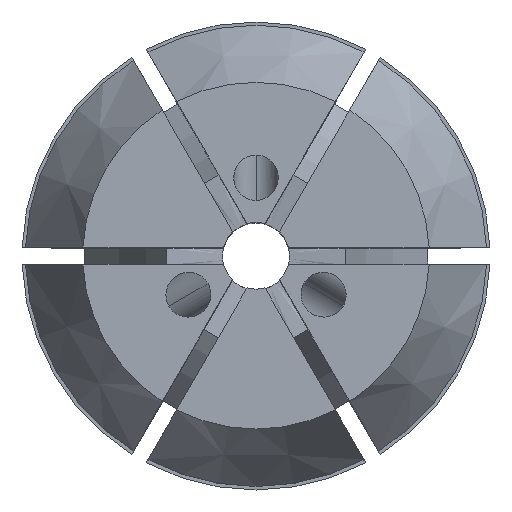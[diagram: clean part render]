
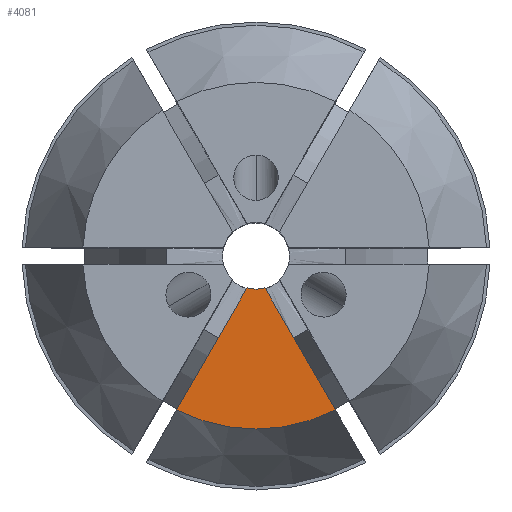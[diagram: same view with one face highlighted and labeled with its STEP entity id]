
A CAD part, top view. The second image highlights one B-rep face of the part: STEP entity #4081.
In plain terms, the highlighted planar face has unit normal (0, 0, 1).
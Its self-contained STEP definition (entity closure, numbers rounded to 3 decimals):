
#80 = VERTEX_POINT ( 'NONE', #1067 ) ;
#226 = DIRECTION ( 'NONE',  ( 0., 0., -1. ) ) ;
#289 = CARTESIAN_POINT ( 'NONE',  ( -3.56, -6.916, 31.5 ) ) ;
#520 = ORIENTED_EDGE ( 'NONE', *, *, #2751, .F. ) ;
#553 = DIRECTION ( 'NONE',  ( -1., 0., 0. ) ) ;
#634 = EDGE_CURVE ( 'NONE', #80, #1007, #1698, .T. ) ;
#1007 = VERTEX_POINT ( 'NONE', #289 ) ;
#1067 = CARTESIAN_POINT ( 'NONE',  ( 3.56, -6.916, 31.5 ) ) ;
#1075 = CARTESIAN_POINT ( 'NONE',  ( 0.401, -1.445, 31.5 ) ) ;
#1470 = DIRECTION ( 'NONE',  ( 0.5, -0.866, 0. ) ) ;
#1488 = DIRECTION ( 'NONE',  ( 0., 0., 1. ) ) ;
#1541 = AXIS2_PLACEMENT_3D ( 'NONE', #2729, #1488, #2100 ) ;
#1628 = VERTEX_POINT ( 'NONE', #1075 ) ;
#1698 = CIRCLE ( 'NONE', #3839, 7.778 ) ;
#1978 = CARTESIAN_POINT ( 'NONE',  ( -0.401, -1.445, 31.5 ) ) ;
#2038 = CARTESIAN_POINT ( 'NONE',  ( -3.693, 5.646, 31.5 ) ) ;
#2100 = DIRECTION ( 'NONE',  ( 1., 0., 0. ) ) ;
#2152 = DIRECTION ( 'NONE',  ( -0.5, -0.866, 0. ) ) ;
#2272 = AXIS2_PLACEMENT_3D ( 'NONE', #3247, #2557, #2611 ) ;
#2290 = EDGE_LOOP ( 'NONE', ( #520, #3443, #2933, #3764 ) ) ;
#2557 = DIRECTION ( 'NONE',  ( 0., 0., 1. ) ) ;
#2611 = DIRECTION ( 'NONE',  ( 1., 0., 0. ) ) ;
#2660 = FACE_OUTER_BOUND ( 'NONE', #2290, .T. ) ;
#2672 = LINE ( 'NONE', #2038, #3217 ) ;
#2729 = CARTESIAN_POINT ( 'NONE',  ( 0., 0., 31.5 ) ) ;
#2751 = EDGE_CURVE ( 'NONE', #3358, #1628, #3278, .T. ) ;
#2796 = EDGE_CURVE ( 'NONE', #3358, #1007, #4032, .T. ) ;
#2864 = VECTOR ( 'NONE', #2152, 1000. ) ;
#2933 = ORIENTED_EDGE ( 'NONE', *, *, #634, .F. ) ;
#3206 = EDGE_CURVE ( 'NONE', #1628, #80, #2672, .T. ) ;
#3217 = VECTOR ( 'NONE', #1470, 1000. ) ;
#3247 = CARTESIAN_POINT ( 'NONE',  ( 0., 7.778, 31.5 ) ) ;
#3266 = PLANE ( 'NONE',  #2272 ) ;
#3278 = CIRCLE ( 'NONE', #1541, 1.5 ) ;
#3358 = VERTEX_POINT ( 'NONE', #1978 ) ;
#3393 = CARTESIAN_POINT ( 'NONE',  ( 3.693, 5.646, 31.5 ) ) ;
#3443 = ORIENTED_EDGE ( 'NONE', *, *, #2796, .T. ) ;
#3754 = CARTESIAN_POINT ( 'NONE',  ( 0., 0., 31.5 ) ) ;
#3764 = ORIENTED_EDGE ( 'NONE', *, *, #3206, .F. ) ;
#3839 = AXIS2_PLACEMENT_3D ( 'NONE', #3754, #226, #553 ) ;
#4032 = LINE ( 'NONE', #3393, #2864 ) ;
#4081 = ADVANCED_FACE ( 'NONE', ( #2660 ), #3266, .T. ) ;
